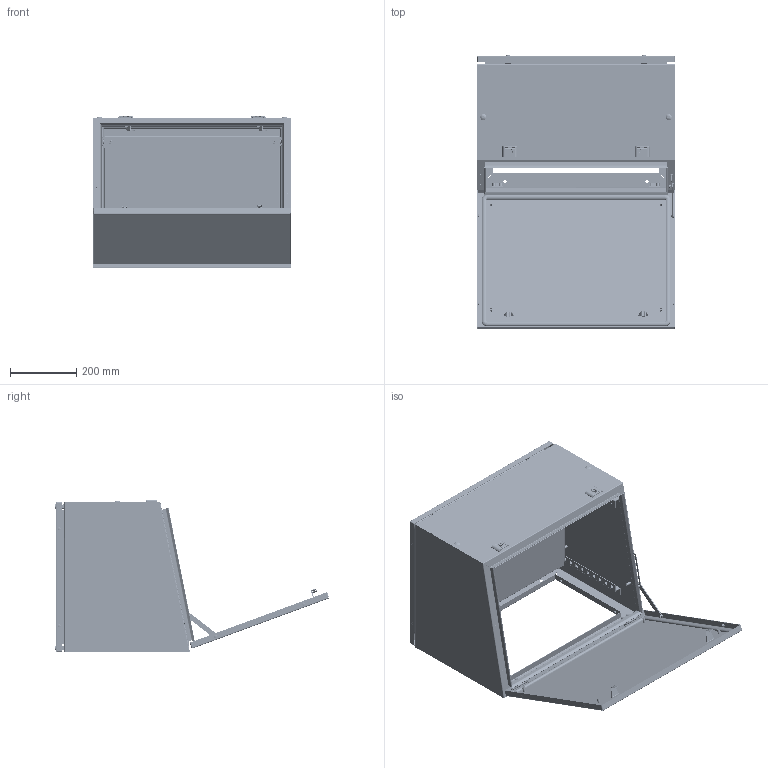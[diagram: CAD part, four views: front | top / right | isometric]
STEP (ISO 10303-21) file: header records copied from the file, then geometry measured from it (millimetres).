
FILE_DESCRIPTION (( 'STEP AP203' ), '1' );
FILE_NAME ('R5APC600.step', '2013-04-25T07:20:30', ( 'User' ), ( 'DKC' ), 'SwSTEP 2.0', 'SolidWorks 2012', '' );
FILE_SCHEMA (( 'CONFIG_CONTROL_DESIGN' ));
Products named in the file (54): R5APC600; Vite M8x12 AC00C476_DIN 7984 - M8 x 12 --- 12S; Flange Nut M81_Flange Nut M8; AC00C237; AC00C490_AC00C490; Mounting plate CN,VN top part_LA07C010  600; MOLLA AC00C344_AC00C344; AC00C318_AC00C318; AC00C316_AC00C316; Assem back panel CN (top part)_LA02C022  600mm; LA sealant for back panel_600; Back panel CN (top part)_600  LA02C022; Rounded head screw with cross slot M6 x 12_ISO 7045 - M6 x 12 - Z --- 12S; capscrew with recessed hexahedron m6 x 10_ISO 4762 M6 x 10 --- 10S; AC00C172 new; Handle for desk_�� 㬮�砭��; Sealant AC00356_�� 㬮�砭��; AC00C348_�� 㬮�砭��; Hex Flange Bolt M6x10_ISO 4162 - M6 x 12 x 12-S; Piastrina AC00C347_�� 㬮�砭��; Inserto a doppio pettine AC00C443_AC00C343; BASETTA ESTERNA PER BOX AC00C503_AC00C503; Assem front door of top part CN_LA02C015  600mm; AC00C112; lock catch LE02C082; CERNIERA SALDATA_AC00C398; lock catch LA02C021; LA sealant for door_600; Front door of top part CN_600; Hinge CE (mirror) (1); Hinge CE (1); Perno AC00C401 (3)_AC00C401; Tapping screw 4.2x16 (1)_Tapping screw 4.2x16; CERNIERA AC00C399; blocchetto fissaggio cerniera AC00C354_AC00C354; Coverstop CN (1)_AC00C496; Nut M5 A3200001_A3200001; Prigioniero PFH-M5-12_�� 㬮�砭��; Øàéáà 5.65Ã ÃÎÑÒ 11648-75 (1)_˜ ©¡  5.65ƒ ƒŽ‘’ 11648-75; Øàéáà 3.65Ã ÃÎÑÒ 11648-75 (1)_˜ ©¡  3.65ƒ ƒŽ‘’ 11648-75 ...
Assembly tree (111 placements, depth 3):
  R5APC600
    Body of control desk CN top part_LA01S007  600mm
      Left side CN LA01C035 (top part)_�� 㬮�砭��
      Front bottom profile CN (top part)_LA01C037  600mm
      Back bottom profile CN (top part)_LA01C043  600mm
      Top profile CN (top part) (+k=0.8)_LA01C049  600mm
      Left side CN LA01C035 (top part)_MirrorLE01C051
      Fixing holder LA01C055_�� 㬮�砭��  x4
      land_�� 㬮�砭��  x4
      end-cap_AC00C061  x4
    Coverstop CN (1)_AC00C496
      AC00C496_AC00C496
      vite m5x10 ac00c274_Vite M5x10 AC00C274  x2
      Flange Nut M5_Flange Nut M5  x2
      AC00C279_AC00C279
      bar AC00C278
      Øàéáà 3.65Ã ÃÎÑÒ 11648-75 (1)_˜ ©¡  3.65ƒ ƒŽ‘’ 11648-75
      Øàéáà 5.65Ã ÃÎÑÒ 11648-75 (1)_˜ ©¡  5.65ƒ ƒŽ‘’ 11648-75
      Prigioniero PFH-M5-12_�� 㬮�砭��
      Nut M5 A3200001_A3200001
    Hinge CE (1)
      blocchetto fissaggio cerniera AC00C354_AC00C354
      CERNIERA AC00C399
      Tapping screw 4.2x16 (1)_Tapping screw 4.2x16  x2
      Perno AC00C401 (3)_AC00C401
    Hinge CE (mirror) (1)
      blocchetto fissaggio cerniera AC00C354_AC00C354
      CERNIERA AC00C399
      Tapping screw 4.2x16 (1)_Tapping screw 4.2x16  x2
      Perno AC00C401 (3)_AC00C401
    Assem front door of top part CN_LA02C015  600mm
      Front door of top part CN_600
      LA sealant for door_600
      lock catch LA02C021
      CERNIERA SALDATA_AC00C398  x2
      lock catch LE02C082
      AC00C112  x4
      land_�� 㬮�砭��  x4
      end-cap_AC00C061  x4
    Handle for desk_�� 㬮�砭��  x2
      BASETTA ESTERNA PER BOX AC00C503_AC00C503
      Inserto a doppio pettine AC00C443_AC00C343
      Piastrina AC00C347_�� 㬮�砭��
      Hex Flange Bolt M6x10_ISO 4162 - M6 x 12 x 12-S
      AC00C348_�� 㬮�砭��
      Sealant AC00356_�� 㬮�砭��
    AC00C172 new  x4
    capscrew with recessed hexahedron m6 x 10_ISO 4762 M6 x 10 --- 10S  x4
    Rounded head screw with cross slot M6 x 12_ISO 7045 - M6 x 12 - Z --- 12S  x4
    Assem back panel CN (top part)_LA02C022  600mm
      Back panel CN (top part)_600  LA02C022
      LA sealant for back panel_600
      AC00C112  x4
      land_�� 㬮�砭��  x2
      end-cap_AC00C061  x2
    AC00C316_AC00C316  x2
    AC00C318_AC00C318  x2
    MOLLA AC00C344_AC00C344  x2
    Mounting plate CN,VN top part_LA07C010  600
    AC00C490_AC00C490  x2
Bounding box: 600 x 829.26 x 461.51 mm (x, y, z)
Volume: 3253348.7 mm3; surface area: 3625609.3 mm2
Topology: 119 solids, 119 shells, 9250 faces, 24493 edges, 15634 vertices
Faces by surface type: bspline 3206, plane 2319, cylinder 2197, cone 1310, torus 186, sphere 32
Entity records: 174542 total; most frequent: CARTESIAN_POINT 97670, ORIENTED_EDGE 15174, DIRECTION 13575, EDGE_CURVE 7587, AXIS2_PLACEMENT_3D 4854, VERTEX_POINT 4705, VECTOR 3867, LINE 3867
